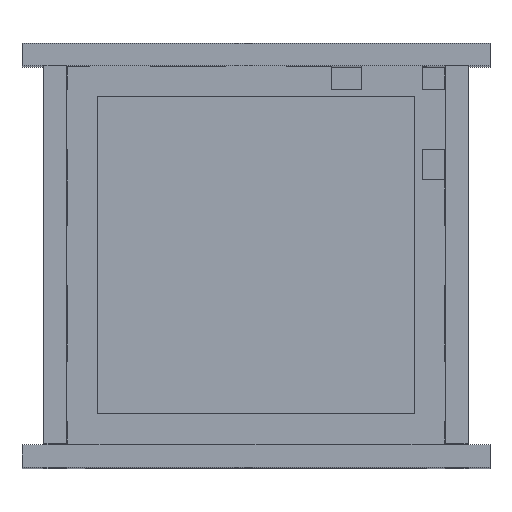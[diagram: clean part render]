
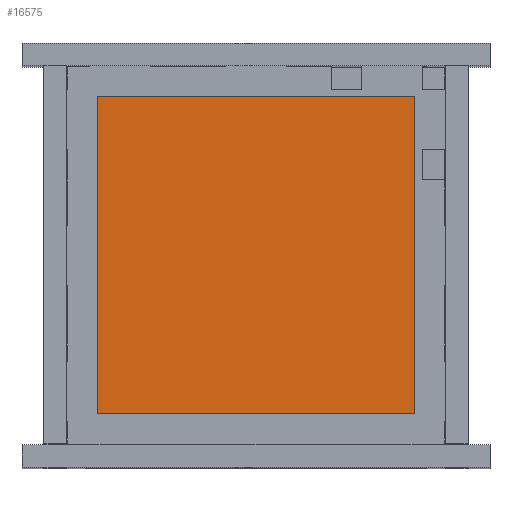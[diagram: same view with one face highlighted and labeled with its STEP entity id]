
A CAD part, top view. The second image highlights one B-rep face of the part: STEP entity #16575.
In plain terms, the highlighted planar face has unit normal (0, 0, 1).
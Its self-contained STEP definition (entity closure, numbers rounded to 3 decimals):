
#549=PLANE('',#17462);
#1268=FACE_OUTER_BOUND('',#2108,.T.);
#2108=EDGE_LOOP('',(#11710,#11711,#11712,#11713));
#3150=LINE('',#22504,#5285);
#3154=LINE('',#22511,#5289);
#3157=LINE('',#22517,#5292);
#3159=LINE('',#22520,#5294);
#5285=VECTOR('',#18463,42.);
#5289=VECTOR('',#18469,42.);
#5292=VECTOR('',#18474,42.);
#5294=VECTOR('',#18478,42.);
#7609=VERTEX_POINT('',#22501);
#7610=VERTEX_POINT('',#22503);
#7612=VERTEX_POINT('',#22509);
#7614=VERTEX_POINT('',#22515);
#9247=EDGE_CURVE('',#7610,#7609,#3150,.T.);
#9251=EDGE_CURVE('',#7609,#7612,#3154,.T.);
#9254=EDGE_CURVE('',#7612,#7614,#3157,.T.);
#9256=EDGE_CURVE('',#7614,#7610,#3159,.T.);
#11710=ORIENTED_EDGE('',*,*,#9247,.T.);
#11711=ORIENTED_EDGE('',*,*,#9251,.T.);
#11712=ORIENTED_EDGE('',*,*,#9254,.T.);
#11713=ORIENTED_EDGE('',*,*,#9256,.T.);
#16575=ADVANCED_FACE('',(#1268),#549,.T.);
#17462=AXIS2_PLACEMENT_3D('',#22521,#18479,#18480);
#18463=DIRECTION('',(0.,-1.,0.));
#18469=DIRECTION('',(1.,0.,0.));
#18474=DIRECTION('',(0.,1.,0.));
#18478=DIRECTION('',(-1.,0.,0.));
#18479=DIRECTION('center_axis',(0.,0.,1.));
#18480=DIRECTION('ref_axis',(0.,-1.,0.));
#22501=CARTESIAN_POINT('',(-21.,50.65,122.95));
#22503=CARTESIAN_POINT('',(-21.,92.65,122.95));
#22504=CARTESIAN_POINT('',(-21.,92.65,122.95));
#22509=CARTESIAN_POINT('',(21.,50.65,122.95));
#22511=CARTESIAN_POINT('',(-21.,50.65,122.95));
#22515=CARTESIAN_POINT('',(21.,92.65,122.95));
#22517=CARTESIAN_POINT('',(21.,50.65,122.95));
#22520=CARTESIAN_POINT('',(21.,92.65,122.95));
#22521=CARTESIAN_POINT('Origin',(0.,71.65,122.95));
